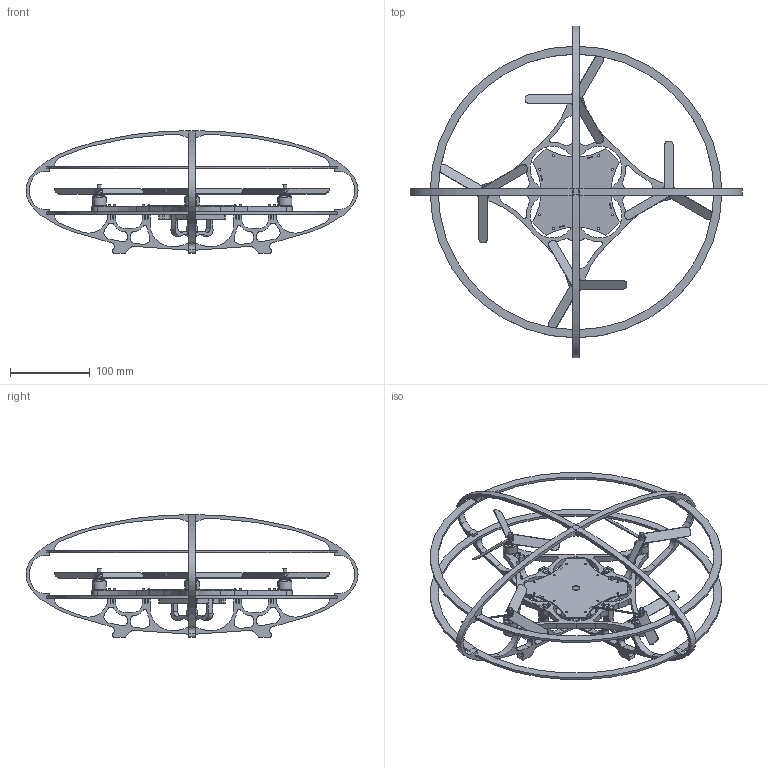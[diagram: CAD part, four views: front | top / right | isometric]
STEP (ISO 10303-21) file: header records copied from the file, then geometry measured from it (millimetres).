
FILE_DESCRIPTION(('CATIA V5 STEP Exchange'),'2;1');
FILE_NAME('Larix_Sphere_rev2.stp','2016-02-11T10:55:13+00:00',('none'),('none'),'CATIA Version 5 Release 19 SP 9 (IN-10)','CATIA V5 STEP AP203','none');
FILE_SCHEMA(('CONFIG_CONTROL_DESIGN'));
Length unit declared in the file: millimetre
Products named in the file (1): Larix_Sphere_rev2
Assembly tree (17 placements, depth 2):
  Larix_Sphere_rev2
    #58
    #1990  x4
    #3756  x4
    #5059
    #11801
    #17628
    #23455  x2
    #23639
    #25846  x2
Bounding box: 416.63 x 416.63 x 153.98 mm (x, y, z)
Volume: 283825.2 mm3; surface area: 219627.3 mm2
Topology: 17 solids, 17 shells, 1156 faces, 3274 edges, 2184 vertices
Faces by surface type: cylinder 578, plane 502, cone 48, extrusion 28
Entity records: 26636 total; most frequent: CARTESIAN_POINT 5100, ORIENTED_EDGE 4820, DIRECTION 3620, EDGE_CURVE 2410, VERTEX_POINT 1609, AXIS2_PLACEMENT_3D 1522, VECTOR 1465, LINE 1437
